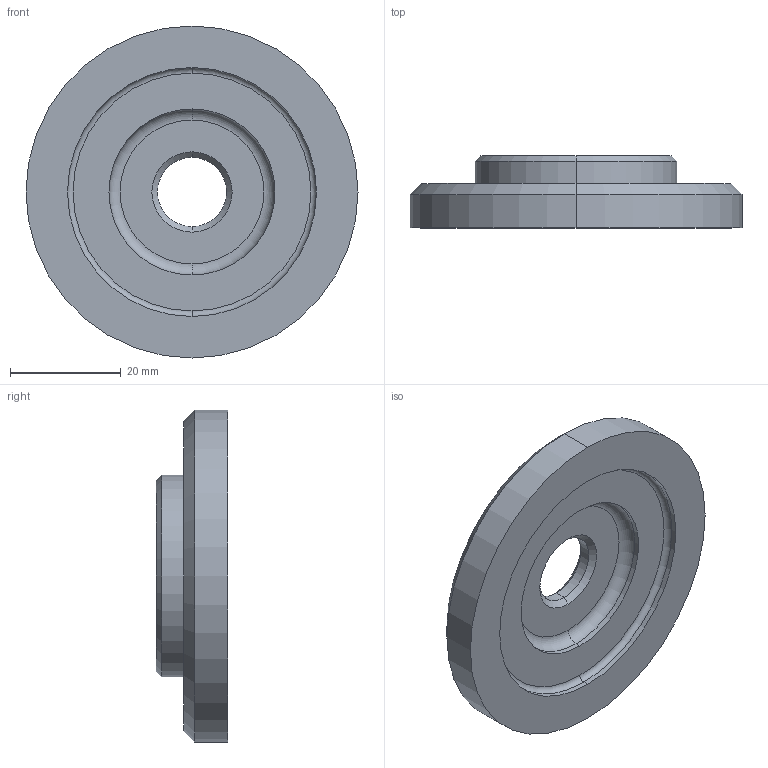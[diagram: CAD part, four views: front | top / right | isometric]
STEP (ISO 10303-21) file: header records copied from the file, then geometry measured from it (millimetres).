
FILE_DESCRIPTION (( 'STEP AP203' ), '1' );
FILE_NAME ('A_0501-042.STEP', '2023-11-22T10:22:41', ( '' ), ( '' ), 'SwSTEP 2.0', 'SolidWorks 2019', '' );
FILE_SCHEMA (( 'CONFIG_CONTROL_DESIGN' ));
Length unit declared in the file: millimetre
Products named in the file (1): A_0501-042
Bounding box: 60 x 13 x 60 mm (x, y, z)
Volume: 18154 mm3; surface area: 8524.8 mm2
Topology: 1 solids, 1 shells, 35 faces, 70 edges, 42 vertices
Faces by surface type: cylinder 14, cone 8, plane 7, torus 6
Entity records: 1001 total; most frequent: DIRECTION 190, CARTESIAN_POINT 148, ORIENTED_EDGE 140, AXIS2_PLACEMENT_3D 84, EDGE_CURVE 70, CIRCLE 48, VERTEX_POINT 42, EDGE_LOOP 42
